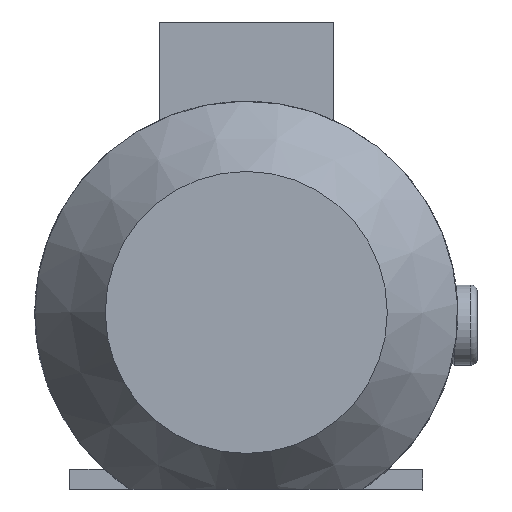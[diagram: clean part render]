
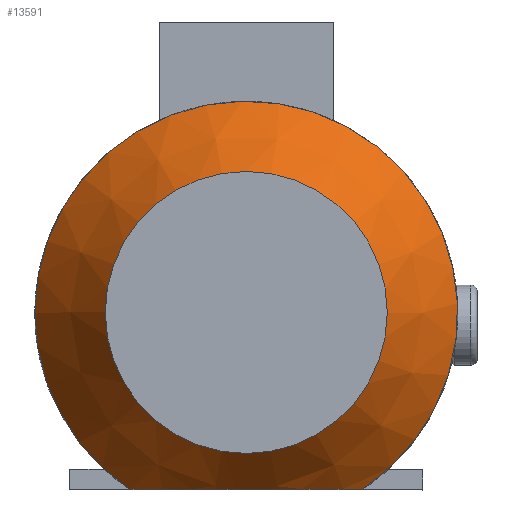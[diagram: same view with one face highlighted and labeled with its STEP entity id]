
A CAD part, top view. The second image highlights one B-rep face of the part: STEP entity #13591.
In plain terms, the highlighted conical face has half-angle 34.452 degrees and reference radius 56.7 mm.
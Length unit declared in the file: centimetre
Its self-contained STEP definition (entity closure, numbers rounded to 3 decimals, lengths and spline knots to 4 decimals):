
#302=(
BOUNDED_CURVE()
B_SPLINE_CURVE(2,(#24255,#24256,#24257),.UNSPECIFIED.,.F.,.F.)
B_SPLINE_CURVE_WITH_KNOTS((3,3),(-37.1711,-14.5439),
 .UNSPECIFIED.)
CURVE()
GEOMETRIC_REPRESENTATION_ITEM()
RATIONAL_B_SPLINE_CURVE((1.714,2.051,1.714))
REPRESENTATION_ITEM('')
);
#418=CONICAL_SURFACE('',#15218,5.67,34.452);
#781=FACE_BOUND('',#4251,.T.);
#3079=FACE_OUTER_BOUND('',#4250,.T.);
#4250=EDGE_LOOP('',(#10872));
#4251=EDGE_LOOP('',(#10873,#10874));
#5285=CIRCLE('',#15219,5.67);
#5286=CIRCLE('',#15220,8.5);
#6315=VERTEX_POINT('',#24253);
#6316=VERTEX_POINT('',#24254);
#6344=VERTEX_POINT('',#24329);
#7860=EDGE_CURVE('',#6315,#6316,#302,.T.);
#7897=EDGE_CURVE('',#6344,#6344,#5285,.T.);
#7898=EDGE_CURVE('',#6315,#6316,#5286,.T.);
#10872=ORIENTED_EDGE('',*,*,#7897,.T.);
#10873=ORIENTED_EDGE('',*,*,#7898,.F.);
#10874=ORIENTED_EDGE('',*,*,#7860,.T.);
#13591=ADVANCED_FACE('',(#3079,#781),#418,.T.);
#15218=AXIS2_PLACEMENT_3D('',#24328,#18625,#18626);
#15219=AXIS2_PLACEMENT_3D('',#24330,#18627,#18628);
#15220=AXIS2_PLACEMENT_3D('',#24331,#18629,#18630);
#18625=DIRECTION('center_axis',(0.,0.,
-1.));
#18626=DIRECTION('ref_axis',(-1.,0.,0.));
#18627=DIRECTION('center_axis',(0.,0.,
-1.));
#18628=DIRECTION('ref_axis',(-1.,0.,0.));
#18629=DIRECTION('center_axis',(0.,0.,
-1.));
#18630=DIRECTION('ref_axis',(-1.,0.,0.));
#24253=CARTESIAN_POINT('',(-10.3048,-5.5422,19.6334));
#24254=CARTESIAN_POINT('',(-0.9582,-5.546,19.6334));
#24255=CARTESIAN_POINT('Ctrl Pts',(-10.3048,-5.5422,
19.6334));
#24256=CARTESIAN_POINT('Ctrl Pts',(-5.6315,-5.5441,23.3786));
#24257=CARTESIAN_POINT('Ctrl Pts',(-0.9582,-5.546,
19.6334));
#24328=CARTESIAN_POINT('Origin',(-5.6287,1.5559,23.7584));
#24329=CARTESIAN_POINT('',(-11.2987,1.5582,23.7584));
#24330=CARTESIAN_POINT('Origin',(-5.6287,1.5559,23.7584));
#24331=CARTESIAN_POINT('Origin',(-5.6287,1.5559,19.6334));
